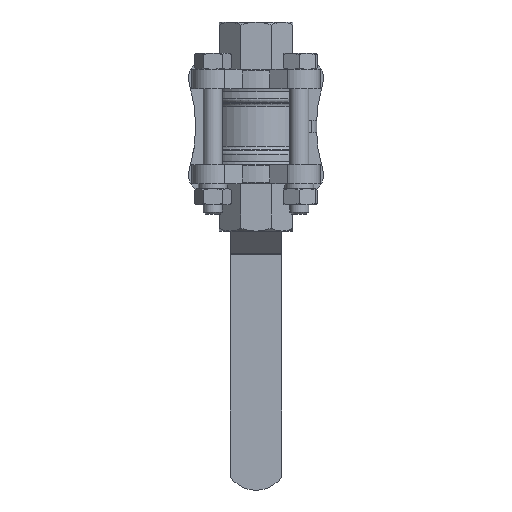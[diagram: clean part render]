
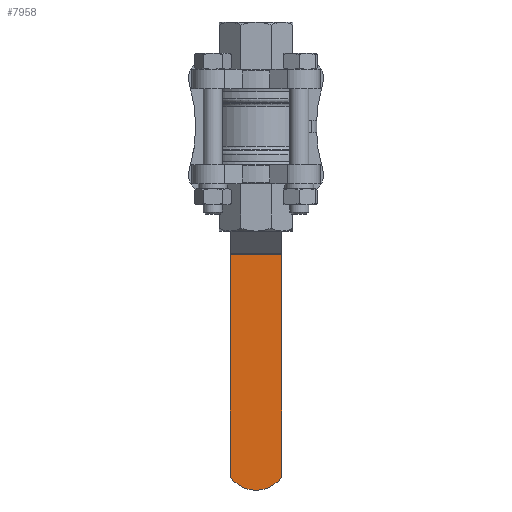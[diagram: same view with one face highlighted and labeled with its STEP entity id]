
A CAD part, front view. The second image highlights one B-rep face of the part: STEP entity #7958.
In plain terms, the highlighted planar face has unit normal (0, -1, 0).
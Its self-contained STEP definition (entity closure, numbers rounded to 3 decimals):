
#403=LINE('',#14479,#824);
#404=LINE('',#14482,#825);
#405=LINE('',#14486,#826);
#824=VECTOR('',#10915,1000.);
#825=VECTOR('',#10916,1000.);
#826=VECTOR('',#10919,1000.);
#1176=PLANE('',#8851);
#1700=CIRCLE('',#8852,10.);
#3849=ORIENTED_EDGE('',*,*,#5126,.T.);
#3850=ORIENTED_EDGE('',*,*,#5127,.T.);
#3851=ORIENTED_EDGE('',*,*,#5128,.T.);
#3852=ORIENTED_EDGE('',*,*,#5129,.T.);
#5126=EDGE_CURVE('',#5918,#5919,#403,.T.);
#5127=EDGE_CURVE('',#5919,#5920,#404,.T.);
#5128=EDGE_CURVE('',#5920,#5921,#1700,.F.);
#5129=EDGE_CURVE('',#5921,#5918,#405,.T.);
#5918=VERTEX_POINT('',#14480);
#5919=VERTEX_POINT('',#14481);
#5920=VERTEX_POINT('',#14483);
#5921=VERTEX_POINT('',#14485);
#6848=EDGE_LOOP('',(#3849,#3850,#3851,#3852));
#7433=FACE_BOUND('',#6848,.T.);
#7958=ADVANCED_FACE('',(#7433),#1176,.F.);
#8851=AXIS2_PLACEMENT_3D('',#14478,#10913,#10914);
#8852=AXIS2_PLACEMENT_3D('',#14484,#10917,#10918);
#10913=DIRECTION('',(0.,1.,0.));
#10914=DIRECTION('',(0.,0.,1.));
#10915=DIRECTION('',(-1.,0.,0.));
#10916=DIRECTION('',(0.,0.,-1.));
#10917=DIRECTION('',(0.,1.,0.));
#10918=DIRECTION('',(0.,0.,1.));
#10919=DIRECTION('',(0.,0.,1.));
#14478=CARTESIAN_POINT('',(9.5,21.5,-39.536));
#14479=CARTESIAN_POINT('',(9.5,21.5,-39.743));
#14480=CARTESIAN_POINT('',(8.,21.5,-39.743));
#14481=CARTESIAN_POINT('',(-8.,21.5,-39.743));
#14482=CARTESIAN_POINT('',(-8.,21.5,-39.536));
#14483=CARTESIAN_POINT('',(-8.,21.5,-109.));
#14484=CARTESIAN_POINT('',(0.,21.5,-103.));
#14485=CARTESIAN_POINT('',(8.,21.5,-109.));
#14486=CARTESIAN_POINT('',(8.,21.5,-39.536));
